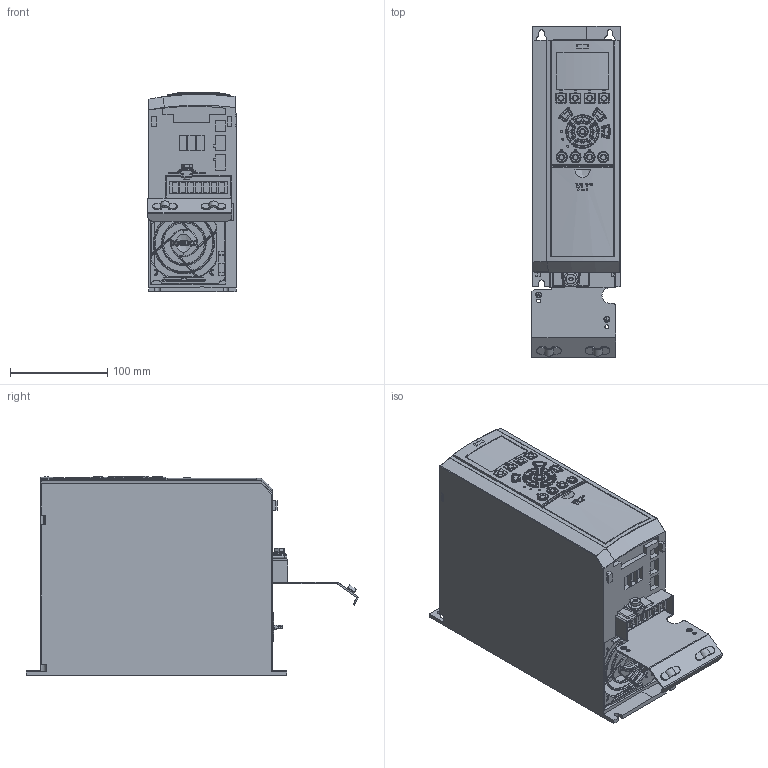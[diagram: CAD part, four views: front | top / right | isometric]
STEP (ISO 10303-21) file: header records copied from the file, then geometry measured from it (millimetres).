
FILE_DESCRIPTION((''),'2;1');
FILE_NAME('PRT0002','2019-09-03T',('U322080'),(''),'CREO PARAMETRIC BY PTC INC, 2018070','CREO PARAMETRIC BY PTC INC, 2018070','');
FILE_SCHEMA(('CONFIG_CONTROL_DESIGN'));
Products named in the file (1): PRT0002
Bounding box: 90.66 x 341 x 205 mm (x, y, z)
Surface area: 259517 mm2 (no closed solid volume)
Topology: 0 solids, 18 shells, 2311 faces, 5937 edges, 3673 vertices
Faces by surface type: plane 808, bspline 637, cylinder 622, torus 142, sphere 48, cone 30, extrusion 24
Entity records: 123569 total; most frequent: CARTESIAN_POINT 51920, ORIENTED_EDGE 11776, DIRECTION 8186, EDGE_CURVE 5888, VERTEX_POINT 3673, FILL_AREA_STYLE_COLOUR 3419, FILL_AREA_STYLE 3419, SURFACE_STYLE_FILL_AREA 3419
